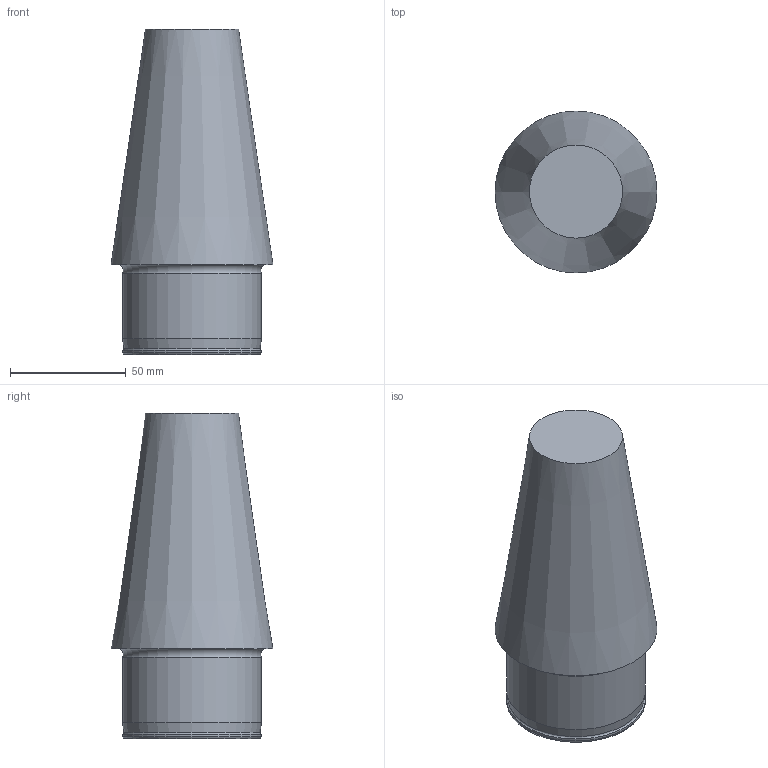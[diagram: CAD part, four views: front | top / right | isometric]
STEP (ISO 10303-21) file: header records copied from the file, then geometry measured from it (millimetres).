
FILE_DESCRIPTION(/* description */ (''),/* implementation_level */ '2;1');
FILE_NAME(/* name */ 'E447153960.stp',/* time_stamp */ '2017-10-23T16:41:55+05:00',/* author */ (''),/* organization */ (''),/* preprocessor_version */ 'ST-DEVELOPER v16',/* originating_system */ 'SIEMENS PLM Software NX 11.0',/* authorisation */ '');
FILE_SCHEMA (('AUTOMOTIVE_DESIGN { 1 0 10303 214 3 1 1 1 }'));
Length unit declared in the file: millimetre
Products named in the file (1): E447153960
Bounding box: 69.85 x 69.85 x 140.65 mm (x, y, z)
Volume: 314922.1 mm3; surface area: 41354.9 mm2
Topology: 2 solids, 2 shells, 18 faces, 32 edges, 20 vertices
Faces by surface type: plane 6, cone 5, cylinder 5, torus 2
Full cylindrical faces by diameter (mm): 26.5 x2, 31 x1, 60 x2
Entity records: 423 total; most frequent: DIRECTION 78, CARTESIAN_POINT 56, AXIS2_PLACEMENT_3D 39, EDGE_LOOP 34, ORIENTED_EDGE 34, FACE_BOUND 32, ADVANCED_FACE 18, VERTEX_POINT 17
